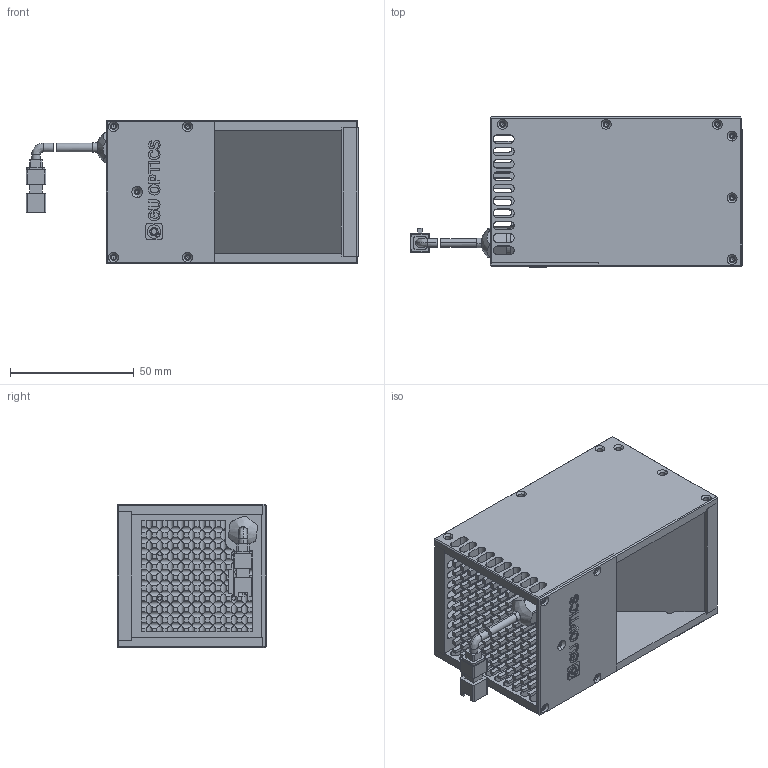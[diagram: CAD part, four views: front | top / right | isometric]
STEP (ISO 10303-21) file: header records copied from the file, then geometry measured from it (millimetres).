
FILE_DESCRIPTION (( 'STEP AP214' ), '1' );
FILE_NAME ('蓝色同轴光源 有效发光面 5251mm.STEP', '2019-01-31T06:09:04', ( 'user' ), ( '微软中国' ), 'SwSTEP 2.0', 'SolidWorks 2016', '' );
FILE_SCHEMA (( 'AUTOMOTIVE_DESIGN' ));
Length unit declared in the file: millimetre
Products named in the file (1): 蓝色同轴光源 有效发光面 5251mm
Bounding box: 134.4 x 60.7 x 58 mm (x, y, z)
Volume: 118034.8 mm3; surface area: 91224.1 mm2
Topology: 22 solids, 22 shells, 1568 faces, 3912 edges, 2387 vertices
Faces by surface type: plane 921, cylinder 491, cone 94, bspline 62
Entity records: 62512 total; most frequent: CARTESIAN_POINT 10316, ORIENTED_EDGE 7720, DIRECTION 7003, EDGE_CURVE 3860, VECTOR 2675, LINE 2675, VERTEX_POINT 2387, AXIS2_PLACEMENT_3D 2164
